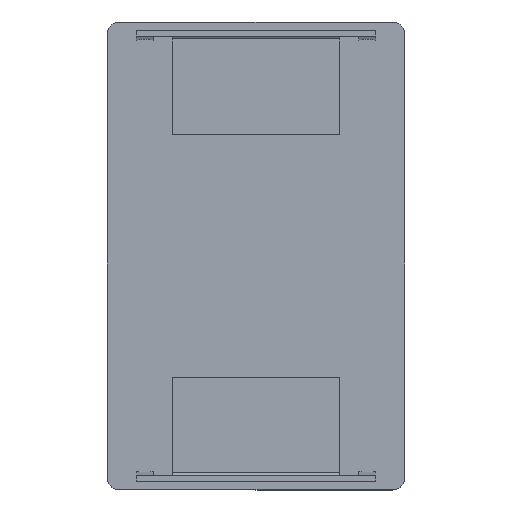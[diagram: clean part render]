
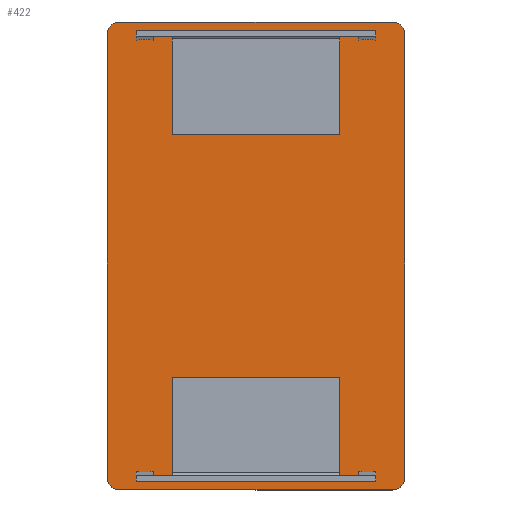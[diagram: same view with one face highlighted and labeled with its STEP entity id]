
A CAD part, top view. The second image highlights one B-rep face of the part: STEP entity #422.
In plain terms, the highlighted face is planar.
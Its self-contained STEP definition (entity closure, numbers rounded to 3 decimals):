
#47 = EDGE_CURVE ( 'NONE', #962, #1174, #1134, .T. ) ;
#53 = CARTESIAN_POINT ( 'NONE',  ( -35., -52., 0. ) ) ;
#71 = EDGE_CURVE ( 'NONE', #221, #1376, #1444, .T. ) ;
#106 = EDGE_CURVE ( 'NONE', #733, #706, #1624, .T. ) ;
#126 = LINE ( 'NONE', #1288, #325 ) ;
#161 = CARTESIAN_POINT ( 'NONE',  ( 32., -52., 0. ) ) ;
#183 = DIRECTION ( 'NONE',  ( 0., -1., 0. ) ) ;
#221 = VERTEX_POINT ( 'NONE', #842 ) ;
#264 = EDGE_CURVE ( 'NONE', #1174, #1813, #1557, .T. ) ;
#265 = EDGE_CURVE ( 'NONE', #1813, #733, #901, .T. ) ;
#325 = VECTOR ( 'NONE', #1549, 1000. ) ;
#330 = CARTESIAN_POINT ( 'NONE',  ( 35., 52., 0. ) ) ;
#355 = CIRCLE ( 'NONE', #1650, 3. ) ;
#364 = DIRECTION ( 'NONE',  ( 0., 0., 1. ) ) ;
#394 = CIRCLE ( 'NONE', #1491, 3. ) ;
#410 = VECTOR ( 'NONE', #1644, 1000. ) ;
#422 = ADVANCED_FACE ( 'NONE', ( #697 ), #1392, .T. ) ;
#424 = ORIENTED_EDGE ( 'NONE', *, *, #106, .F. ) ;
#442 = VECTOR ( 'NONE', #1315, 1000. ) ;
#526 = DIRECTION ( 'NONE',  ( 0., 0., -1. ) ) ;
#557 = VERTEX_POINT ( 'NONE', #885 ) ;
#583 = ORIENTED_EDGE ( 'NONE', *, *, #264, .F. ) ;
#697 = FACE_OUTER_BOUND ( 'NONE', #767, .T. ) ;
#706 = VERTEX_POINT ( 'NONE', #1253 ) ;
#733 = VERTEX_POINT ( 'NONE', #1033 ) ;
#735 = VECTOR ( 'NONE', #183, 1000. ) ;
#767 = EDGE_LOOP ( 'NONE', ( #814, #1640, #1312, #424, #1430, #583, #1636, #856 ) ) ;
#814 = ORIENTED_EDGE ( 'NONE', *, *, #1195, .F. ) ;
#842 = CARTESIAN_POINT ( 'NONE',  ( 35., -52., 0. ) ) ;
#850 = EDGE_CURVE ( 'NONE', #557, #962, #126, .T. ) ;
#856 = ORIENTED_EDGE ( 'NONE', *, *, #850, .F. ) ;
#885 = CARTESIAN_POINT ( 'NONE',  ( 32., 55., 0. ) ) ;
#901 = CIRCLE ( 'NONE', #1847, 3. ) ;
#919 = DIRECTION ( 'NONE',  ( -1., 0., 0. ) ) ;
#942 = CARTESIAN_POINT ( 'NONE',  ( 32., -55., 0. ) ) ;
#947 = CARTESIAN_POINT ( 'NONE',  ( -35., 52., 0. ) ) ;
#962 = VERTEX_POINT ( 'NONE', #1332 ) ;
#1029 = CARTESIAN_POINT ( 'NONE',  ( -35., 52., 0. ) ) ;
#1033 = CARTESIAN_POINT ( 'NONE',  ( -32., -55., 0. ) ) ;
#1034 = EDGE_CURVE ( 'NONE', #706, #221, #355, .T. ) ;
#1054 = DIRECTION ( 'NONE',  ( -1., 0., 0. ) ) ;
#1078 = DIRECTION ( 'NONE',  ( -1., 0., 0. ) ) ;
#1089 = CARTESIAN_POINT ( 'NONE',  ( 32., 52., 0. ) ) ;
#1134 = CIRCLE ( 'NONE', #1341, 3. ) ;
#1174 = VERTEX_POINT ( 'NONE', #1029 ) ;
#1195 = EDGE_CURVE ( 'NONE', #1376, #557, #394, .T. ) ;
#1253 = CARTESIAN_POINT ( 'NONE',  ( 32., -55., 0. ) ) ;
#1288 = CARTESIAN_POINT ( 'NONE',  ( 32., 55., 0. ) ) ;
#1312 = ORIENTED_EDGE ( 'NONE', *, *, #1034, .F. ) ;
#1315 = DIRECTION ( 'NONE',  ( 1., 0., 0. ) ) ;
#1332 = CARTESIAN_POINT ( 'NONE',  ( -32., 55., 0. ) ) ;
#1341 = AXIS2_PLACEMENT_3D ( 'NONE', #1881, #1448, #1861 ) ;
#1376 = VERTEX_POINT ( 'NONE', #330 ) ;
#1392 = PLANE ( 'NONE',  #1735 ) ;
#1428 = CARTESIAN_POINT ( 'NONE',  ( 32., 52., 0. ) ) ;
#1430 = ORIENTED_EDGE ( 'NONE', *, *, #265, .F. ) ;
#1444 = LINE ( 'NONE', #1675, #410 ) ;
#1448 = DIRECTION ( 'NONE',  ( 0., 0., 1. ) ) ;
#1491 = AXIS2_PLACEMENT_3D ( 'NONE', #1089, #1694, #1078 ) ;
#1549 = DIRECTION ( 'NONE',  ( -1., 0., 0. ) ) ;
#1557 = LINE ( 'NONE', #947, #735 ) ;
#1624 = LINE ( 'NONE', #942, #442 ) ;
#1636 = ORIENTED_EDGE ( 'NONE', *, *, #47, .F. ) ;
#1640 = ORIENTED_EDGE ( 'NONE', *, *, #71, .F. ) ;
#1644 = DIRECTION ( 'NONE',  ( 0., 1., 0. ) ) ;
#1650 = AXIS2_PLACEMENT_3D ( 'NONE', #161, #364, #1757 ) ;
#1675 = CARTESIAN_POINT ( 'NONE',  ( 35., 52., 0. ) ) ;
#1678 = DIRECTION ( 'NONE',  ( 0., 0., 1. ) ) ;
#1694 = DIRECTION ( 'NONE',  ( 0., 0., 1. ) ) ;
#1700 = CARTESIAN_POINT ( 'NONE',  ( -32., -52., 0. ) ) ;
#1735 = AXIS2_PLACEMENT_3D ( 'NONE', #1428, #526, #919 ) ;
#1757 = DIRECTION ( 'NONE',  ( -1., 0., 0. ) ) ;
#1813 = VERTEX_POINT ( 'NONE', #53 ) ;
#1847 = AXIS2_PLACEMENT_3D ( 'NONE', #1700, #1678, #1054 ) ;
#1861 = DIRECTION ( 'NONE',  ( -1., 0., 0. ) ) ;
#1881 = CARTESIAN_POINT ( 'NONE',  ( -32., 52., 0. ) ) ;
